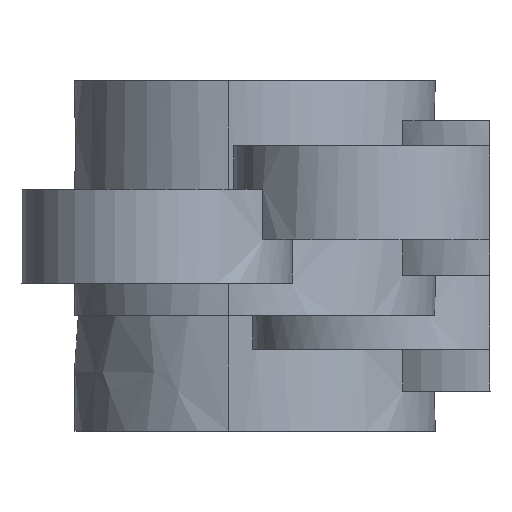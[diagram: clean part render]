
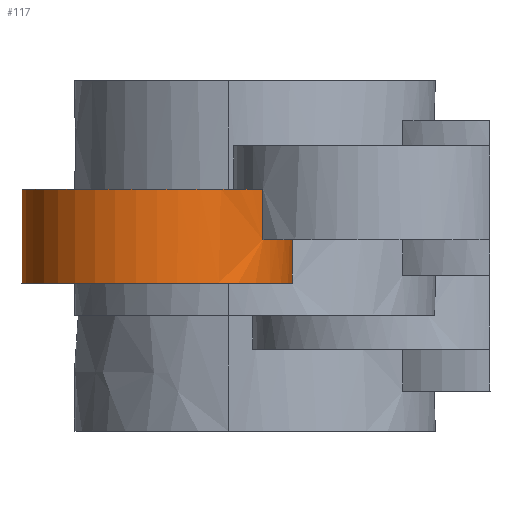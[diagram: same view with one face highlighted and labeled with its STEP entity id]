
A CAD part, front view. The second image highlights one B-rep face of the part: STEP entity #117.
In plain terms, the highlighted free-form (B-spline) face has degree [2, 1] with [9, 2] control points.
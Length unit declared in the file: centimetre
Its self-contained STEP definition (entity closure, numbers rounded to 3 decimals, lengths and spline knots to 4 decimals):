
#59=(
BOUNDED_SURFACE()
B_SPLINE_SURFACE(2,1,((#1197,#1198),(#1199,#1200),(#1201,#1202),(#1203,
#1204),(#1205,#1206),(#1207,#1208),(#1209,#1210),(#1211,#1212),(#1213,#1214)),
 .UNSPECIFIED.,.T.,.F.,.F.)
B_SPLINE_SURFACE_WITH_KNOTS((3,2,2,2,3),(2,2),(0.,5.8905,11.781,
17.6715,23.5619),(0.,2.6),.UNSPECIFIED.)
GEOMETRIC_REPRESENTATION_ITEM()
RATIONAL_B_SPLINE_SURFACE(((1.,1.),(0.707,0.707),
(1.,1.),(0.707,0.707),(1.,1.),(0.707,
0.707),(1.,1.),(0.707,0.707),(1.,1.)))
REPRESENTATION_ITEM('')
SURFACE()
);
#117=ADVANCED_FACE('',(#165),#59,.T.);
#165=FACE_OUTER_BOUND('',#215,.T.);
#215=EDGE_LOOP('',(#408,#409,#410,#411,#412,#413));
#408=ORIENTED_EDGE('',*,*,#560,.T.);
#409=ORIENTED_EDGE('',*,*,#558,.F.);
#410=ORIENTED_EDGE('',*,*,#557,.F.);
#411=ORIENTED_EDGE('',*,*,#570,.T.);
#412=ORIENTED_EDGE('',*,*,#556,.T.);
#413=ORIENTED_EDGE('',*,*,#555,.T.);
#555=EDGE_CURVE('',#805,#792,#682,.T.);
#556=EDGE_CURVE('',#803,#805,#683,.T.);
#557=EDGE_CURVE('',#804,#788,#684,.T.);
#558=EDGE_CURVE('',#788,#789,#685,.T.);
#560=EDGE_CURVE('',#792,#789,#687,.T.);
#570=EDGE_CURVE('',#804,#803,#697,.T.);
#682=(
BOUNDED_CURVE()
B_SPLINE_CURVE(1,(#1568,#1569),.UNSPECIFIED.,.F.,.F.)
B_SPLINE_CURVE_WITH_KNOTS((2,2),(0.,1.2),.UNSPECIFIED.)
CURVE()
GEOMETRIC_REPRESENTATION_ITEM()
RATIONAL_B_SPLINE_CURVE((1.,1.))
REPRESENTATION_ITEM('')
);
#683=(
BOUNDED_CURVE()
B_SPLINE_CURVE(2,(#1570,#1571,#1572,#1573,#1574,#1575,#1576,#1577,#1578),
 .UNSPECIFIED.,.F.,.F.)
B_SPLINE_CURVE_WITH_KNOTS((3,2,2,2,3),(1.9608,5.8905,
11.781,17.6715,18.1885),.UNSPECIFIED.)
CURVE()
GEOMETRIC_REPRESENTATION_ITEM()
RATIONAL_B_SPLINE_CURVE((1.,0.863,1.,0.707,1.,0.707,
1.,0.998,1.))
REPRESENTATION_ITEM('')
);
#684=(
BOUNDED_CURVE()
B_SPLINE_CURVE(2,(#1579,#1580,#1581,#1582,#1583,#1584,#1585),
 .UNSPECIFIED.,.F.,.F.)
B_SPLINE_CURVE_WITH_KNOTS((3,2,2,3),(1.9608,5.8905,
11.781,15.1309),.UNSPECIFIED.)
CURVE()
GEOMETRIC_REPRESENTATION_ITEM()
RATIONAL_B_SPLINE_CURVE((1.,0.863,1.,0.707,1.,0.901,
1.))
REPRESENTATION_ITEM('')
);
#685=(
BOUNDED_CURVE()
B_SPLINE_CURVE(1,(#1586,#1587),.UNSPECIFIED.,.F.,.F.)
B_SPLINE_CURVE_WITH_KNOTS((2,2),(-1.4,0.),.UNSPECIFIED.)
CURVE()
GEOMETRIC_REPRESENTATION_ITEM()
RATIONAL_B_SPLINE_CURVE((1.,1.))
REPRESENTATION_ITEM('')
);
#687=(
BOUNDED_CURVE()
B_SPLINE_CURVE(2,(#1593,#1594,#1595,#1596,#1597),.UNSPECIFIED.,.F.,.F.)
B_SPLINE_CURVE_WITH_KNOTS((3,2,3),(-18.1885,-17.6715,-15.1309),
 .UNSPECIFIED.)
CURVE()
GEOMETRIC_REPRESENTATION_ITEM()
RATIONAL_B_SPLINE_CURVE((1.,0.998,1.,0.944,1.))
REPRESENTATION_ITEM('')
);
#697=(
BOUNDED_CURVE()
B_SPLINE_CURVE(1,(#1628,#1629),.UNSPECIFIED.,.F.,.F.)
B_SPLINE_CURVE_WITH_KNOTS((2,2),(-2.6,0.),.UNSPECIFIED.)
CURVE()
GEOMETRIC_REPRESENTATION_ITEM()
RATIONAL_B_SPLINE_CURVE((1.,1.))
REPRESENTATION_ITEM('')
);
#788=VERTEX_POINT('',#1343);
#789=VERTEX_POINT('',#1344);
#792=VERTEX_POINT('',#1347);
#803=VERTEX_POINT('',#1358);
#804=VERTEX_POINT('',#1359);
#805=VERTEX_POINT('',#1360);
#1197=CARTESIAN_POINT('',(10.7323,-68.5346,-1.9536));
#1198=CARTESIAN_POINT('',(10.7323,-68.5346,0.9064));
#1199=CARTESIAN_POINT('',(6.6073,-68.5346,-1.9536));
#1200=CARTESIAN_POINT('',(6.6073,-68.5346,0.9064));
#1201=CARTESIAN_POINT('',(6.6073,-72.6596,-1.9536));
#1202=CARTESIAN_POINT('',(6.6073,-72.6596,0.9064));
#1203=CARTESIAN_POINT('',(6.6073,-76.7846,-1.9536));
#1204=CARTESIAN_POINT('',(6.6073,-76.7846,0.9064));
#1205=CARTESIAN_POINT('',(10.7323,-76.7846,-1.9536));
#1206=CARTESIAN_POINT('',(10.7323,-76.7846,0.9064));
#1207=CARTESIAN_POINT('',(14.8573,-76.7846,-1.9536));
#1208=CARTESIAN_POINT('',(14.8573,-76.7846,0.9064));
#1209=CARTESIAN_POINT('',(14.8573,-72.6596,-1.9536));
#1210=CARTESIAN_POINT('',(14.8573,-72.6596,0.9064));
#1211=CARTESIAN_POINT('',(14.8573,-68.5346,-1.9536));
#1212=CARTESIAN_POINT('',(14.8573,-68.5346,0.9064));
#1213=CARTESIAN_POINT('',(10.7323,-68.5346,-1.9536));
#1214=CARTESIAN_POINT('',(10.7323,-68.5346,0.9064));
#1343=CARTESIAN_POINT('',(13.9613,-75.2266,0.9064));
#1344=CARTESIAN_POINT('',(13.9613,-75.2266,-0.6336));
#1347=CARTESIAN_POINT('',(14.824,-72.1362,-0.6336));
#1358=CARTESIAN_POINT('',(8.7177,-69.06,-1.9536));
#1359=CARTESIAN_POINT('',(8.7177,-69.06,0.9064));
#1360=CARTESIAN_POINT('',(14.824,-72.1362,-1.9536));
#1568=CARTESIAN_POINT('',(14.824,-72.1362,-1.9536));
#1569=CARTESIAN_POINT('',(14.824,-72.1362,-0.6336));
#1570=CARTESIAN_POINT('',(8.7177,-69.06,-1.9536));
#1571=CARTESIAN_POINT('',(6.6073,-70.2411,-1.9536));
#1572=CARTESIAN_POINT('',(6.6073,-72.6596,-1.9536));
#1573=CARTESIAN_POINT('',(6.6073,-76.7846,-1.9536));
#1574=CARTESIAN_POINT('',(10.7323,-76.7846,-1.9536));
#1575=CARTESIAN_POINT('',(14.8573,-76.7846,-1.9536));
#1576=CARTESIAN_POINT('',(14.8573,-72.6596,-1.9536));
#1577=CARTESIAN_POINT('',(14.8573,-72.3968,-1.9536));
#1578=CARTESIAN_POINT('',(14.824,-72.1362,-1.9536));
#1579=CARTESIAN_POINT('',(8.7177,-69.06,0.9064));
#1580=CARTESIAN_POINT('',(6.6073,-70.2411,0.9064));
#1581=CARTESIAN_POINT('',(6.6073,-72.6596,0.9064));
#1582=CARTESIAN_POINT('',(6.6073,-76.7846,0.9064));
#1583=CARTESIAN_POINT('',(10.7323,-76.7846,0.9064));
#1584=CARTESIAN_POINT('',(12.7227,-76.7846,0.9064));
#1585=CARTESIAN_POINT('',(13.9613,-75.2266,0.9064));
#1586=CARTESIAN_POINT('',(13.9613,-75.2266,0.9064));
#1587=CARTESIAN_POINT('',(13.9613,-75.2266,-0.6336));
#1593=CARTESIAN_POINT('',(14.824,-72.1362,-0.6336));
#1594=CARTESIAN_POINT('',(14.8573,-72.3968,-0.6336));
#1595=CARTESIAN_POINT('',(14.8573,-72.6596,-0.6336));
#1596=CARTESIAN_POINT('',(14.8573,-74.0995,-0.6336));
#1597=CARTESIAN_POINT('',(13.9613,-75.2266,-0.6336));
#1628=CARTESIAN_POINT('',(8.7177,-69.06,0.9064));
#1629=CARTESIAN_POINT('',(8.7177,-69.06,-1.9536));
